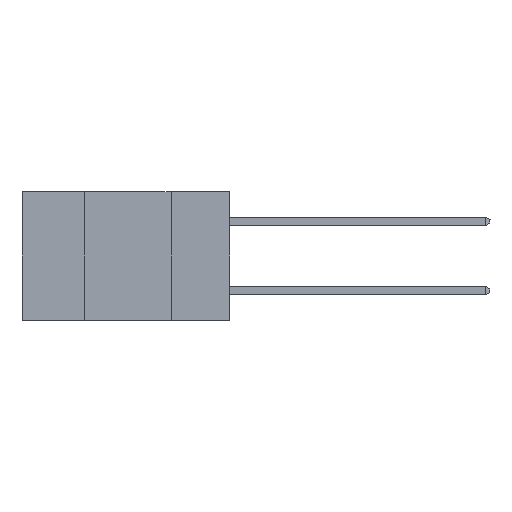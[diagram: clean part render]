
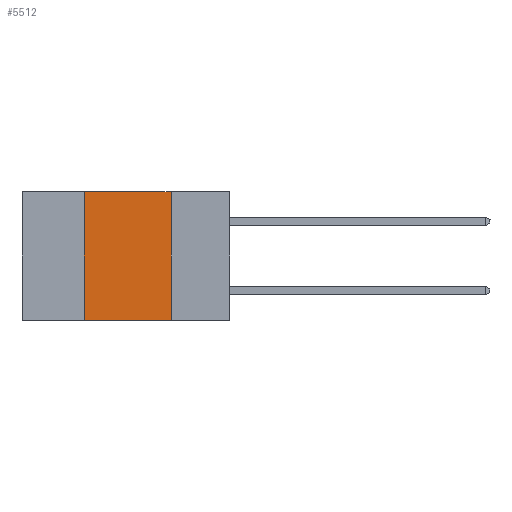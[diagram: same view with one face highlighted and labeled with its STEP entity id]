
A CAD part, left-side view. The second image highlights one B-rep face of the part: STEP entity #5512.
In plain terms, the highlighted planar face has unit normal (-1, 0, 0).
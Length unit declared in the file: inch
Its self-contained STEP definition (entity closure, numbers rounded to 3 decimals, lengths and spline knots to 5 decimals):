
#447 = FACE_OUTER_BOUND ( 'NONE', #18983, .T. ) ;
#773 = DIRECTION ( 'NONE',  ( 0., 0., -1. ) ) ;
#976 = LINE ( 'NONE', #17819, #19356 ) ;
#1561 = LINE ( 'NONE', #4246, #16371 ) ;
#2242 = ORIENTED_EDGE ( 'NONE', *, *, #9688, .T. ) ;
#2257 = EDGE_CURVE ( 'NONE', #11553, #9116, #20665, .T. ) ;
#2585 = CARTESIAN_POINT ( 'NONE',  ( 0., 0.42, 0. ) ) ;
#4246 = CARTESIAN_POINT ( 'NONE',  ( 0., 0.17, 0. ) ) ;
#4513 = CARTESIAN_POINT ( 'NONE',  ( 0., 0.42, 0. ) ) ;
#4824 = VERTEX_POINT ( 'NONE', #11695 ) ;
#5512 = ADVANCED_FACE ( 'NONE', ( #447 ), #15981, .F. ) ;
#5745 = ORIENTED_EDGE ( 'NONE', *, *, #18921, .F. ) ;
#6061 = AXIS2_PLACEMENT_3D ( 'NONE', #10545, #14012, #6985 ) ;
#6985 = DIRECTION ( 'NONE',  ( 0., 0., -1. ) ) ;
#7163 = CARTESIAN_POINT ( 'NONE',  ( 0., 0.6, -0.37 ) ) ;
#7285 = CARTESIAN_POINT ( 'NONE',  ( 0., 0.17, 0. ) ) ;
#9116 = VERTEX_POINT ( 'NONE', #4513 ) ;
#9688 = EDGE_CURVE ( 'NONE', #11553, #4824, #20563, .T. ) ;
#10545 = CARTESIAN_POINT ( 'NONE',  ( 0., 0.6, 0. ) ) ;
#11553 = VERTEX_POINT ( 'NONE', #15980 ) ;
#11695 = CARTESIAN_POINT ( 'NONE',  ( 0., 0.17, -0.37 ) ) ;
#11741 = VERTEX_POINT ( 'NONE', #7285 ) ;
#13698 = VECTOR ( 'NONE', #16858, 39.37008 ) ;
#14012 = DIRECTION ( 'NONE',  ( 1., 0., 0. ) ) ;
#15548 = VECTOR ( 'NONE', #16316, 39.37008 ) ;
#15980 = CARTESIAN_POINT ( 'NONE',  ( 0., 0.42, -0.37 ) ) ;
#15981 = PLANE ( 'NONE',  #6061 ) ;
#16316 = DIRECTION ( 'NONE',  ( 0., -1., 0. ) ) ;
#16371 = VECTOR ( 'NONE', #773, 39.37008 ) ;
#16858 = DIRECTION ( 'NONE',  ( 0., 0., 1. ) ) ;
#17819 = CARTESIAN_POINT ( 'NONE',  ( 0., 0.6, 0. ) ) ;
#18817 = ORIENTED_EDGE ( 'NONE', *, *, #2257, .F. ) ;
#18921 = EDGE_CURVE ( 'NONE', #9116, #11741, #976, .T. ) ;
#18983 = EDGE_LOOP ( 'NONE', ( #20762, #5745, #18817, #2242 ) ) ;
#19286 = DIRECTION ( 'NONE',  ( 0., -1., 0. ) ) ;
#19356 = VECTOR ( 'NONE', #19286, 39.37008 ) ;
#20563 = LINE ( 'NONE', #7163, #15548 ) ;
#20665 = LINE ( 'NONE', #2585, #13698 ) ;
#20762 = ORIENTED_EDGE ( 'NONE', *, *, #22119, .F. ) ;
#22119 = EDGE_CURVE ( 'NONE', #11741, #4824, #1561, .T. ) ;
